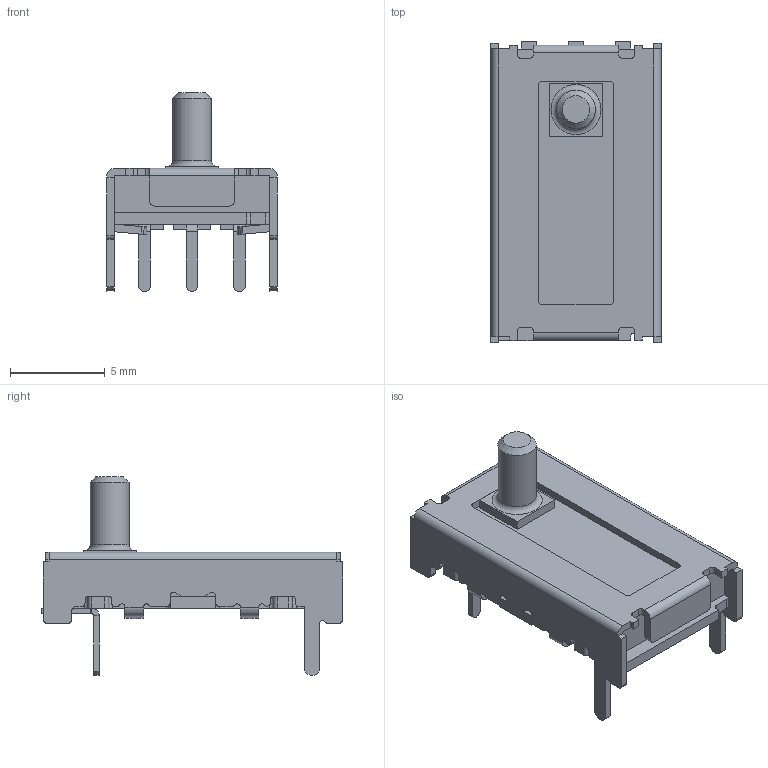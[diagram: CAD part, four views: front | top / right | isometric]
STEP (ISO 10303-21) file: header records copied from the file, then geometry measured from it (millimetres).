
FILE_DESCRIPTION(/* description */ (''),/* implementation_level */ '2;1');
FILE_NAME(/* name */ 'RD7091008A.step',/* time_stamp */ '2024-07-04T13:43:20-07:00',/* author */ (''),/* organization */ (''),/* preprocessor_version */ 'ST-DEVELOPER v20',/* originating_system */ 'Autodesk Translation Framework v13.14.0.145',/* authorisation */ '');
FILE_SCHEMA (('AUTOMOTIVE_DESIGN { 1 0 10303 214 3 1 1 }'));
Length unit declared in the file: millimetre
Products named in the file (1): RD7091008A
Bounding box: 9 x 15.9 x 10.5 mm (x, y, z)
Volume: 399.2 mm3; surface area: 631.9 mm2
Topology: 1 solids, 1 shells, 401 faces, 1102 edges, 709 vertices
Faces by surface type: plane 268, cylinder 128, torus 4, cone 1
Full cylindrical faces by diameter (mm): 0.61 x3, 2.05 x1
Entity records: 13130 total; most frequent: CARTESIAN_POINT 2255, ORIENTED_EDGE 2204, DIRECTION 2183, EDGE_CURVE 1102, LINE 805, VECTOR 805, VERTEX_POINT 709, AXIS2_PLACEMENT_3D 689
